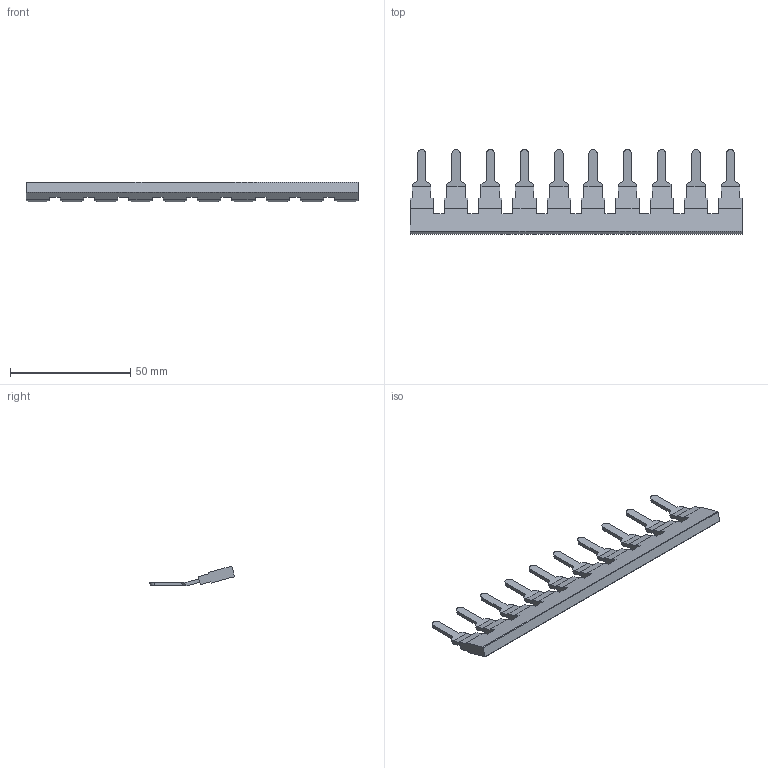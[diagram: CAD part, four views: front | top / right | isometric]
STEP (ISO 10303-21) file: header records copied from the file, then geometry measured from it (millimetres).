
FILE_DESCRIPTION(('Creo Elements/Direct Modeling STEP Export'),'2;1');
FILE_NAME('model.stp','2018-01-19T 8:26:18',(''),(''),'Creo Elements/Direct Modeling STEP processor for AP214 (Solid Model)','Creo Elements/Direct Modeling 18.1I 14-Aug-2016 (C) Parametric Technology GmbH','');
FILE_SCHEMA(('AUTOMOTIVE_DESIGN { 1 0 10303 214 1 1 1 1 }'));
Length unit declared in the file: millimetre
Products named in the file (2): EB_10_14-select
Assembly tree (1 placements, depth 2):
  EB_10_14-select
    EB_10_14-select
Bounding box: 137.95 x 35.3 x 8.1 mm (x, y, z)
Volume: 8841.4 mm3; surface area: 7844.1 mm2
Topology: 1 solids, 1 shells, 194 faces, 546 edges, 364 vertices
Faces by surface type: plane 182, cylinder 12
Entity records: 7751 total; most frequent: CARTESIAN_POINT 1106, ORIENTED_EDGE 1092, DIRECTION 962, EDGE_CURVE 546, VECTOR 522, LINE 522, VERTEX_POINT 364, AXIS2_PLACEMENT_3D 220
